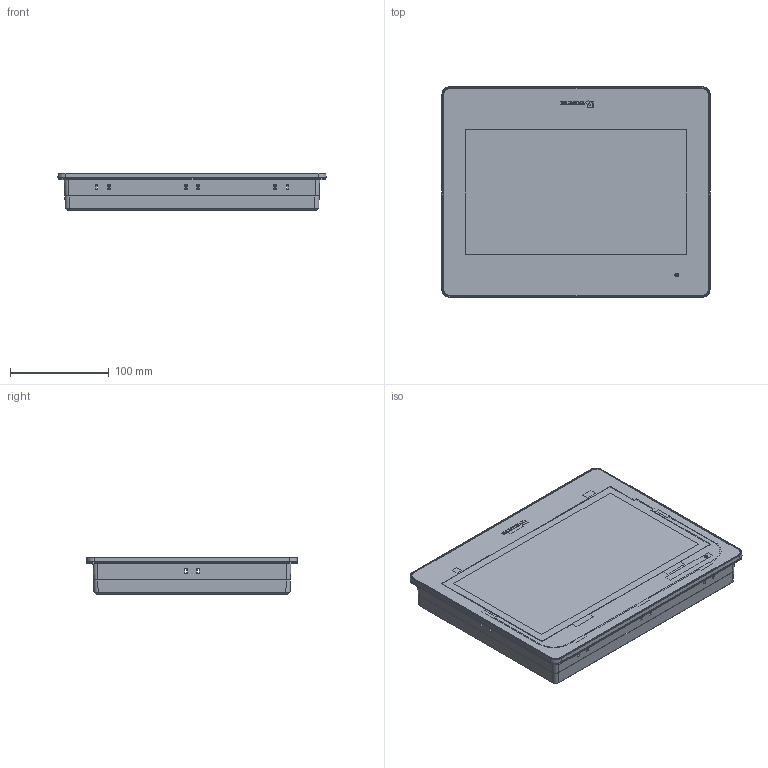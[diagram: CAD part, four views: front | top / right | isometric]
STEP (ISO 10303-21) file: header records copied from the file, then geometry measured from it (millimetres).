
FILE_DESCRIPTION (( 'STEP AP214' ), '1' );
FILE_NAME ('cMT1106X.STEP', '2021-10-18T08:32:29', ( '' ), ( '' ), 'SwSTEP 2.0', 'SolidWorks 2019', '' );
FILE_SCHEMA (( 'AUTOMOTIVE_DESIGN' ));
Length unit declared in the file: millimetre
Products named in the file (1): cMT1106X
Bounding box: 270.93 x 212.93 x 38 mm (x, y, z)
Surface area: 259292.9 mm2 (no closed solid volume)
Topology: 0 solids, 58 shells, 910 faces, 4194 edges, 3275 vertices
Faces by surface type: plane 482, cone 149, cylinder 143, bspline 86, torus 26, sphere 24
Entity records: 60166 total; most frequent: CARTESIAN_POINT 18711, ORIENTED_EDGE 5881, DIRECTION 5791, EDGE_CURVE 4150, VERTEX_POINT 3257, LINE 2587, VECTOR 2587, AXIS2_PLACEMENT_3D 1602
